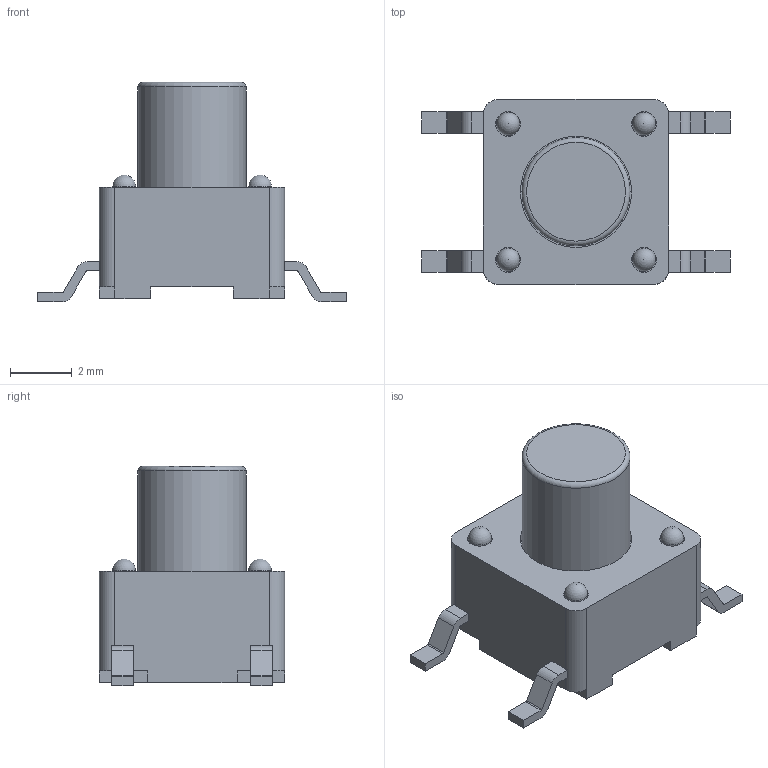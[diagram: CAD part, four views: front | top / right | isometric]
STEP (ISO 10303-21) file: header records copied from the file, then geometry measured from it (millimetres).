
FILE_DESCRIPTION((' '),'2;1');
FILE_NAME('TL3301FFxxxxG.stp','2017-07-20T13:54:50',(' '),(' '),' ','ACIS',' ');
FILE_SCHEMA(('CONFIG_CONTROL_DESIGN'));
Length unit declared in the file: inch
Products named in the file (1): TL3301FFxxxxG.stp
Bounding box: 10 x 6 x 7.1 mm (x, y, z)
Volume: 127.1 mm3; surface area: 330 mm2
Topology: 1 solids, 2 shells, 205 faces, 536 edges, 350 vertices
Faces by surface type: plane 125, cylinder 70, torus 5, sphere 4, bspline 1
Full cylindrical faces by diameter (mm): 0.75 x4, 0.8 x4, 3.5 x1, 3.6 x1, 5 x1
Entity records: 6262 total; most frequent: CARTESIAN_POINT 1111, DIRECTION 1053, ORIENTED_EDGE 1020, EDGE_CURVE 510, VECTOR 373, LINE 373, VERTEX_POINT 343, AXIS2_PLACEMENT_3D 340
